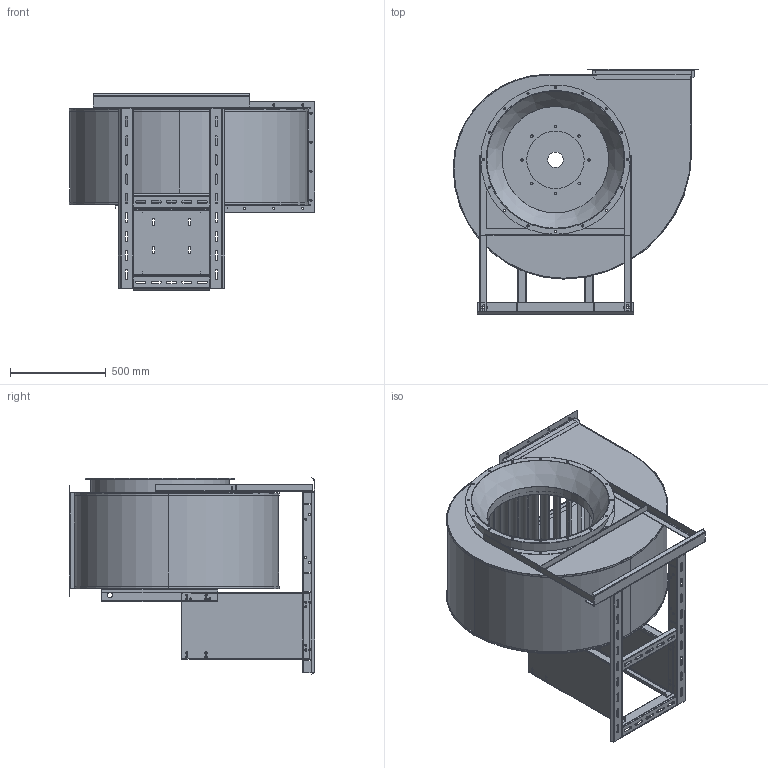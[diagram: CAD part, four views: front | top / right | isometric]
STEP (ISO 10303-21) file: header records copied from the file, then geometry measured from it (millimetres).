
FILE_DESCRIPTION(('STEP AP203'), '1');
FILE_NAME('ÂÐ 280-46-7.1', '', ('UNSPECIFIED'), ('UNSPECIFIED'), 'ASCON STEP Converter 1.3', 'ASCON Math Kernel', '');
FILE_SCHEMA(('CONFIG_CONTROL_DESIGN'));
Length unit declared in the file: millimetre
Bounding box: 1283.51 x 1281.75 x 1033.28 mm (x, y, z)
Volume: 17650114.9 mm3; surface area: 15088491.9 mm2
Topology: 3 solids, 3 shells, 2253 faces, 7108 edges, 4409 vertices
Faces by surface type: plane 1620, cylinder 630, cone 3
Full cylindrical faces by diameter (mm): 11 x48, 11.3 x57, 13 x8, 28 x2, 80 x1, 300 x1, 556 x1, 559.125 x1, 560 x1, 568 x1, 710 x1, 712.84 x2, 780 x2
Entity records: 97444 total; most frequent: ORIENTED_EDGE 13958, DIRECTION 13923, CARTESIAN_POINT 13656, EDGE_CURVE 6979, AXIS2_PLACEMENT_3D 4693, LINE 4537, VECTOR 4537, VERTEX_POINT 4409
